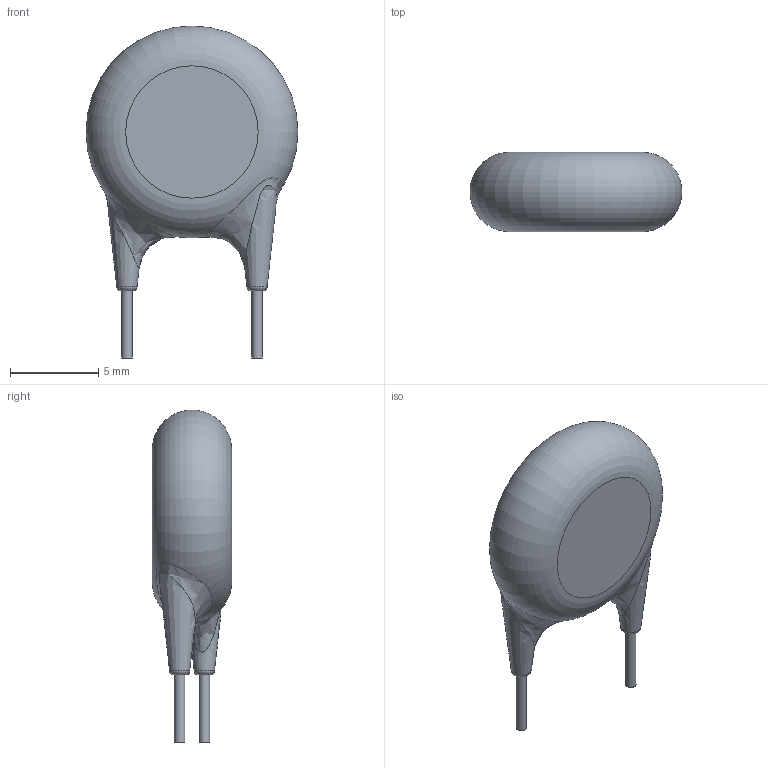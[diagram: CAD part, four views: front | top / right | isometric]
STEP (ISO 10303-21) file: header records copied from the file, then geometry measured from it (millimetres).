
FILE_DESCRIPTION(/* description */ (''),/* implementation_level */ '2;1');
FILE_NAME(/* name */ 'CAPRB_VISHAY_WYO472.stp',/* time_stamp */ '2015-04-14T11:36:21+02:00',/* author */ ('admchouv'),/* organization */ (''),/* preprocessor_version */ 'ST-DEVELOPER v15.5',/* originating_system */ 'AutoCAD Mechanical',/* authorisation */ '');
FILE_SCHEMA (('AUTOMOTIVE_DESIGN { 1 0 10303 214 3 1 1 }'));
Length unit declared in the file: millimetre
Products named in the file (1): Product
Bounding box: 11.99 x 4.5 x 18.8 mm (x, y, z)
Volume: 460.1 mm3; surface area: 372.8 mm2
Topology: 3 solids, 3 shells, 17 faces, 25 edges, 16 vertices
Faces by surface type: plane 8, torus 3, cylinder 2, cone 2, bspline 2
Full cylindrical faces by diameter (mm): 0.6 x2
Entity records: 852 total; most frequent: CARTESIAN_POINT 555, DIRECTION 56, ORIENTED_EDGE 32, AXIS2_PLACEMENT_3D 28, EDGE_LOOP 26, FACE_OUTER_BOUND 17, ADVANCED_FACE 17, EDGE_CURVE 16
